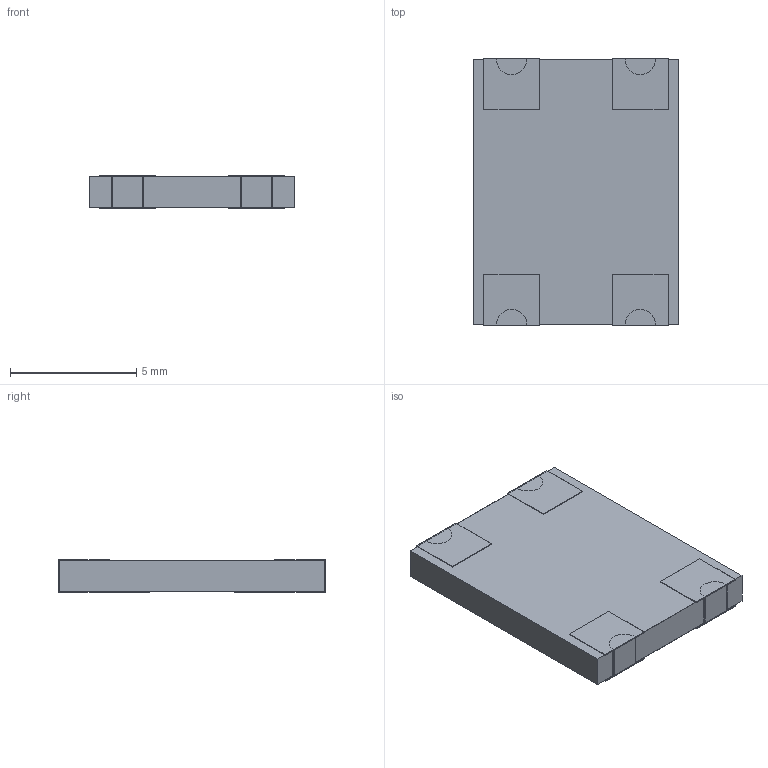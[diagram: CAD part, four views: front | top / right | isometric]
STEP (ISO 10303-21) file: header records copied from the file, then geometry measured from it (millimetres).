
FILE_DESCRIPTION(('FreeCAD Model'),'2;1');
FILE_NAME('Z4PAK-D.step', '2019-04-25T09:21:17',('Author'),(''), 'Open CASCADE STEP processor 6.8','FreeCAD','Unknown');
FILE_SCHEMA(('AUTOMOTIVE_DESIGN_CC2 { 1 2 10303 214 -1 1 5 4 }'));
Length unit declared in the file: millimetre
Products named in the file (14): ASSEMBLY; Sketch001; Sketch002; Sketch003; Sketch004; Sketch005; Pocket; Sketch; Pad003; Pad; Pad004; Sketch006; Pad002; Pad001
Assembly tree (13 placements, depth 2):
  ASSEMBLY
    Sketch001
    Sketch002
    Sketch003
    Sketch004
    Sketch005
    Pocket
    Sketch
    Pad003
    Pad
    Pad004
    Sketch006
    Pad002
    Pad001
Bounding box: 8.1 x 10.56 x 1.3 mm (x, y, z)
Surface area: 1311.8 mm2
Topology: 6 solids, 6 shells, 332 faces, 912 edges, 652 vertices
Faces by surface type: plane 324, cylinder 8
Entity records: 22305 total; most frequent: CARTESIAN_POINT 3706, DIRECTION 3264, LINE 2524, VECTOR 2524, ORIENTED_EDGE 1696, PCURVE 1696, DEFINITIONAL_REPRESENTATION 1696, EDGE_CURVE 848
